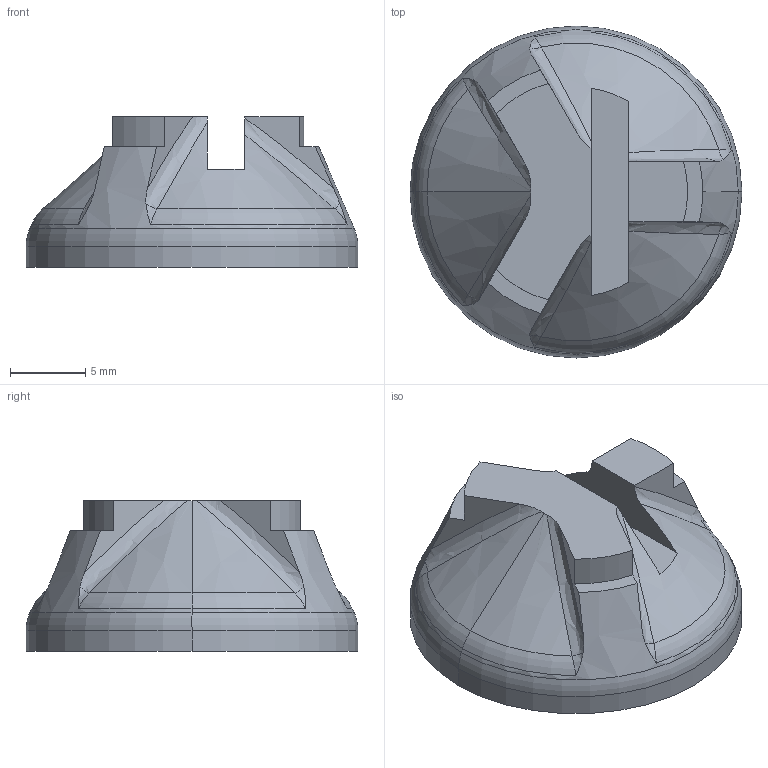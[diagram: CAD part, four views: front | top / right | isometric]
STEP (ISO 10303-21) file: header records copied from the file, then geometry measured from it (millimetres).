
FILE_DESCRIPTION (( 'STEP AP214' ), '1' );
FILE_NAME ('Support_Piezo.SLDPRT.STEP', '2024-09-12T16:39:44', ( '' ), ( '' ), 'SwSTEP 2.0', 'SolidWorks 2024', '' );
FILE_SCHEMA (( 'AUTOMOTIVE_DESIGN' ));
Length unit declared in the file: millimetre
Products named in the file (1): Support_Piezo.SLDPRT
Bounding box: 22 x 22 x 10 mm (x, y, z)
Volume: 2224.4 mm3; surface area: 1252.2 mm2
Topology: 1 solids, 1 shells, 47 faces, 120 edges, 76 vertices
Faces by surface type: plane 16, bspline 12, cylinder 7, torus 6, cone 6
Entity records: 1810 total; most frequent: CARTESIAN_POINT 756, ORIENTED_EDGE 240, DIRECTION 185, EDGE_CURVE 120, AXIS2_PLACEMENT_3D 77, VERTEX_POINT 76, EDGE_LOOP 48, B_SPLINE_CURVE_WITH_KNOTS 48
